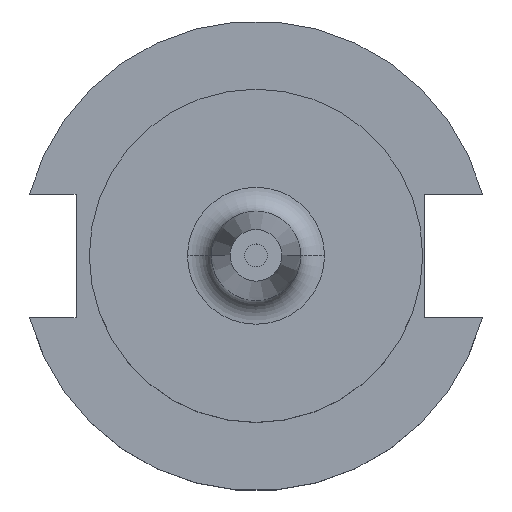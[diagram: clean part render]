
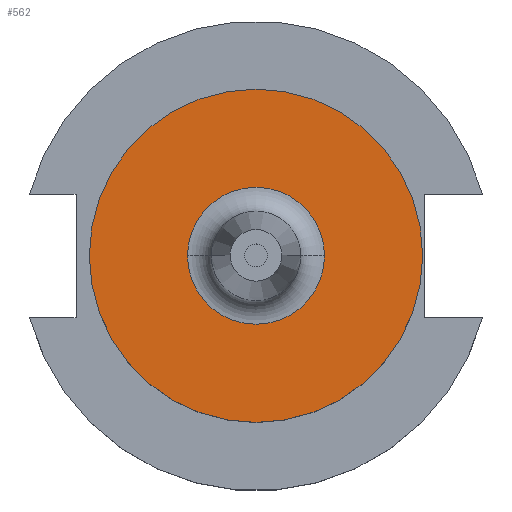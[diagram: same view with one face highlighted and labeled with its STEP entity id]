
A CAD part, top view. The second image highlights one B-rep face of the part: STEP entity #562.
In plain terms, the highlighted planar face has unit normal (0, 0, 1).
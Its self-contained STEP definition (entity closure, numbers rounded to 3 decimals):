
#28 = CIRCLE ( 'NONE', #974, 34.925 ) ;
#61 = VERTEX_POINT ( 'NONE', #249 ) ;
#150 = AXIS2_PLACEMENT_3D ( 'NONE', #1055, #1063, #1049 ) ;
#249 = CARTESIAN_POINT ( 'NONE',  ( 34.925, 0., 35. ) ) ;
#292 = EDGE_LOOP ( 'NONE', ( #1383, #569 ) ) ;
#349 = VERTEX_POINT ( 'NONE', #1111 ) ;
#403 = EDGE_LOOP ( 'NONE', ( #1155, #886 ) ) ;
#422 = AXIS2_PLACEMENT_3D ( 'NONE', #1136, #1053, #1036 ) ;
#502 = DIRECTION ( 'NONE',  ( 0., 0., -1. ) ) ;
#518 = DIRECTION ( 'NONE',  ( 1., 0., 0. ) ) ;
#535 = FACE_OUTER_BOUND ( 'NONE', #403, .T. ) ;
#554 = CARTESIAN_POINT ( 'NONE',  ( -14.351, 0., 35. ) ) ;
#562 = ADVANCED_FACE ( 'NONE', ( #877, #535 ), #1393, .T. ) ;
#564 = VERTEX_POINT ( 'NONE', #1502 ) ;
#565 = EDGE_CURVE ( 'NONE', #349, #61, #1543, .T. ) ;
#569 = ORIENTED_EDGE ( 'NONE', *, *, #1079, .T. ) ;
#638 = AXIS2_PLACEMENT_3D ( 'NONE', #1497, #502, #518 ) ;
#693 = AXIS2_PLACEMENT_3D ( 'NONE', #1508, #1675, #1311 ) ;
#763 = CIRCLE ( 'NONE', #638, 14.351 ) ;
#791 = DIRECTION ( 'NONE',  ( 1., 0., 0. ) ) ;
#826 = CARTESIAN_POINT ( 'NONE',  ( 0., 0., 35. ) ) ;
#847 = DIRECTION ( 'NONE',  ( 0., 0., 1. ) ) ;
#877 = FACE_BOUND ( 'NONE', #292, .T. ) ;
#886 = ORIENTED_EDGE ( 'NONE', *, *, #565, .T. ) ;
#909 = CIRCLE ( 'NONE', #150, 14.351 ) ;
#974 = AXIS2_PLACEMENT_3D ( 'NONE', #826, #847, #791 ) ;
#1036 = DIRECTION ( 'NONE',  ( 1., 0., 0. ) ) ;
#1049 = DIRECTION ( 'NONE',  ( 1., 0., 0. ) ) ;
#1053 = DIRECTION ( 'NONE',  ( 0., 0., 1. ) ) ;
#1055 = CARTESIAN_POINT ( 'NONE',  ( 0., 0., 35. ) ) ;
#1063 = DIRECTION ( 'NONE',  ( 0., 0., -1. ) ) ;
#1079 = EDGE_CURVE ( 'NONE', #1125, #564, #763, .T. ) ;
#1111 = CARTESIAN_POINT ( 'NONE',  ( -34.925, 0., 35. ) ) ;
#1117 = EDGE_CURVE ( 'NONE', #61, #349, #28, .T. ) ;
#1125 = VERTEX_POINT ( 'NONE', #554 ) ;
#1136 = CARTESIAN_POINT ( 'NONE',  ( 0., 0., 35. ) ) ;
#1155 = ORIENTED_EDGE ( 'NONE', *, *, #1117, .T. ) ;
#1248 = EDGE_CURVE ( 'NONE', #564, #1125, #909, .T. ) ;
#1311 = DIRECTION ( 'NONE',  ( 1., 0., 0. ) ) ;
#1383 = ORIENTED_EDGE ( 'NONE', *, *, #1248, .T. ) ;
#1393 = PLANE ( 'NONE',  #693 ) ;
#1497 = CARTESIAN_POINT ( 'NONE',  ( 0., 0., 35. ) ) ;
#1502 = CARTESIAN_POINT ( 'NONE',  ( 14.351, 0., 35. ) ) ;
#1508 = CARTESIAN_POINT ( 'NONE',  ( 0., 34.925, 35. ) ) ;
#1543 = CIRCLE ( 'NONE', #422, 34.925 ) ;
#1675 = DIRECTION ( 'NONE',  ( 0., 0., 1. ) ) ;
